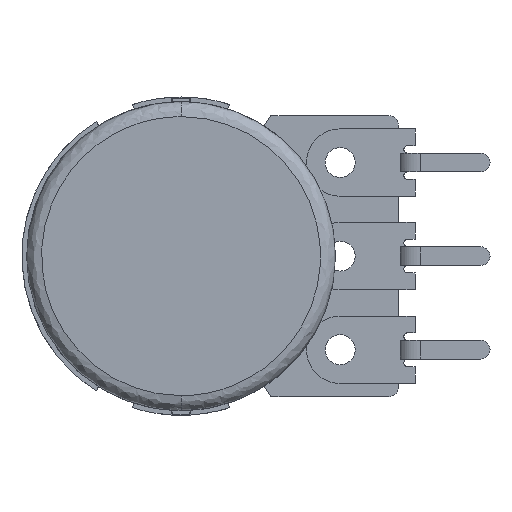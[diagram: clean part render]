
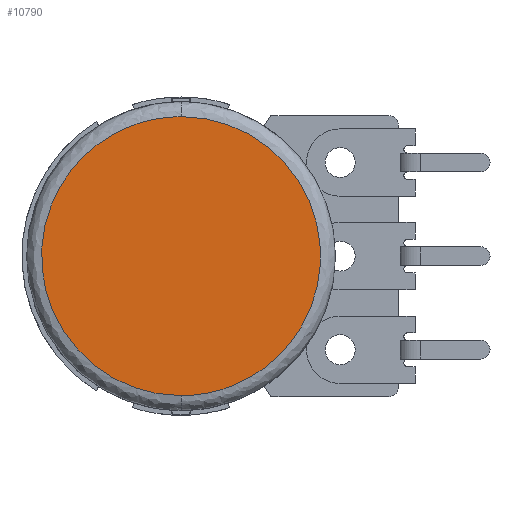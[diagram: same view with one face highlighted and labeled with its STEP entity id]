
A CAD part, left-side view. The second image highlights one B-rep face of the part: STEP entity #10790.
In plain terms, the highlighted planar face has unit normal (-1, 0, 0).
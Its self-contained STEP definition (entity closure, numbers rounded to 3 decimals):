
#454 = FACE_OUTER_BOUND ( 'NONE', #8897, .T. ) ;
#615 = EDGE_CURVE ( 'NONE', #13455, #9329, #5410, .T. ) ;
#983 = CARTESIAN_POINT ( 'NONE',  ( -9.4, 0., -7.45 ) ) ;
#1747 = CARTESIAN_POINT ( 'NONE',  ( -9.4, 14.9, -7.45 ) ) ;
#2287 = CARTESIAN_POINT ( 'NONE',  ( -9.4, 0., 7.45 ) ) ;
#2387 = CARTESIAN_POINT ( 'NONE',  ( -9.4, 0., 7.45 ) ) ;
#2807 = AXIS2_PLACEMENT_3D ( 'NONE', #3259, #5433, #7510 ) ;
#2841 = CARTESIAN_POINT ( 'NONE',  ( -9.4, -14.9, -7.45 ) ) ;
#2950 = CARTESIAN_POINT ( 'NONE',  ( -9.4, 0., -7.45 ) ) ;
#3259 = CARTESIAN_POINT ( 'NONE',  ( -9.4, 0., 0. ) ) ;
#3559 = CARTESIAN_POINT ( 'NONE',  ( -9.4, 0., 7.45 ) ) ;
#4469 = ORIENTED_EDGE ( 'NONE', *, *, #615, .F. ) ;
#5033 = CARTESIAN_POINT ( 'NONE',  ( -9.4, 0., -7.45 ) ) ;
#5244 = ORIENTED_EDGE ( 'NONE', *, *, #12304, .F. ) ;
#5273 = CARTESIAN_POINT ( 'NONE',  ( -9.4, -14.9, 7.45 ) ) ;
#5410 =( BOUNDED_CURVE ( )  B_SPLINE_CURVE ( 3, ( #3559, #5273, #2841, #5033 ),
 .UNSPECIFIED., .F., .F. ) 
 B_SPLINE_CURVE_WITH_KNOTS ( ( 4, 4 ),
 ( 0., 1. ),
 .UNSPECIFIED. ) 
 CURVE ( )  GEOMETRIC_REPRESENTATION_ITEM ( )  RATIONAL_B_SPLINE_CURVE ( ( 1., 0.333, 0.333, 1. ) ) 
 REPRESENTATION_ITEM ( '' )  );
#5433 = DIRECTION ( 'NONE',  ( 1., 0., 0. ) ) ;
#6420 = PLANE ( 'NONE',  #2807 ) ;
#7510 = DIRECTION ( 'NONE',  ( 0., 0., -1. ) ) ;
#8897 = EDGE_LOOP ( 'NONE', ( #5244, #4469 ) ) ;
#9329 = VERTEX_POINT ( 'NONE', #983 ) ;
#9842 =( BOUNDED_CURVE ( )  B_SPLINE_CURVE ( 3, ( #2950, #1747, #10236, #2287 ),
 .UNSPECIFIED., .F., .F. ) 
 B_SPLINE_CURVE_WITH_KNOTS ( ( 4, 4 ),
 ( 0., 1. ),
 .UNSPECIFIED. ) 
 CURVE ( )  GEOMETRIC_REPRESENTATION_ITEM ( )  RATIONAL_B_SPLINE_CURVE ( ( 1., 0.333, 0.333, 1. ) ) 
 REPRESENTATION_ITEM ( '' )  );
#10236 = CARTESIAN_POINT ( 'NONE',  ( -9.4, 14.9, 7.45 ) ) ;
#10790 = ADVANCED_FACE ( 'NONE', ( #454 ), #6420, .F. ) ;
#12304 = EDGE_CURVE ( 'NONE', #9329, #13455, #9842, .T. ) ;
#13455 = VERTEX_POINT ( 'NONE', #2387 ) ;
